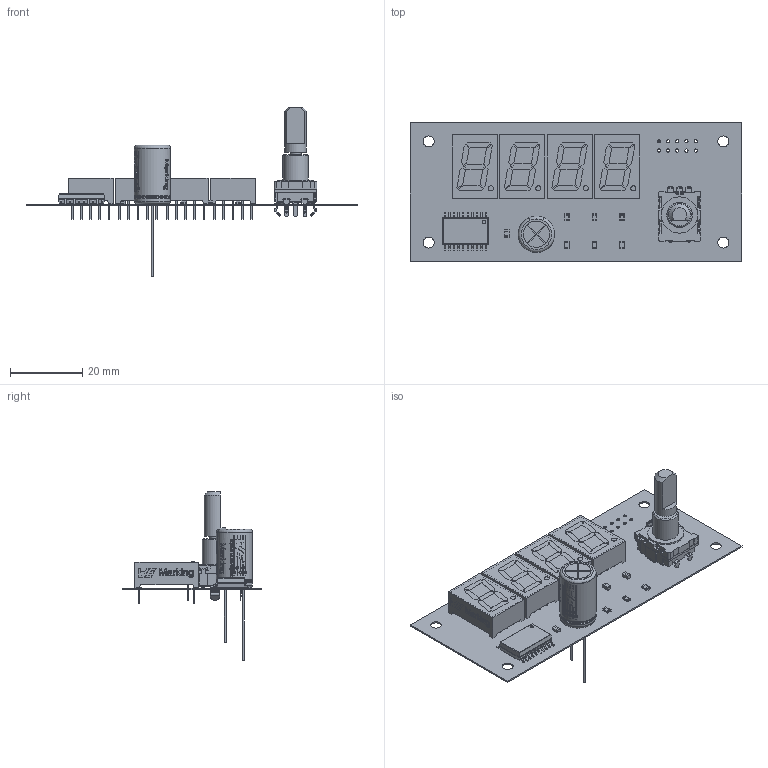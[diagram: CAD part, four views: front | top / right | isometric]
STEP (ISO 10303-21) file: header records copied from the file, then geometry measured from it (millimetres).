
FILE_DESCRIPTION(('Open CASCADE Model'),'2;1');
FILE_NAME('Open CASCADE Shape Model','2022-04-07T15:37:57',('Author'),( 'Open CASCADE'),'Open CASCADE STEP processor 6.8','Open CASCADE 6.8' ,'Unknown');
FILE_SCHEMA(('AUTOMOTIVE_DESIGN { 1 0 10303 214 1 1 1 1 }'));
Length unit declared in the file: millimetre
Products named in the file (46): PCB; Board; Open CASCADE STEP translator 6.8 1.1.1; S1; 4820xx514001; 482020714001; pin; pin_short; contact_plate; R32; 6435425440; R31; R30; K20; 6425589168; Extruded; IC1; 6435434560; Body; PinsArrayLR; DS4; STP_WL-T7DS_0_52_(rev1); Housing; Glue; DS3; DS2; DS1; C24; 6435430000; Fillet1; Fillet2; body2; C23; C22; C21; 6435429680; Terminal; Open_CASCADE_STEP_translator_6.8_14.1.1; Open_CASCADE_STEP_translator_6.8_14.1.2; Mid_Body ...
Assembly tree (55 placements, depth 5):
  PCB
    Board
      Open CASCADE STEP translator 6.8 1.1.1
    S1
      4820xx514001
        482020714001
        pin  x3
        pin_short  x2
        contact_plate
    R32
      6435425440
    R31
      6435425440
    R30
      6435425440
    K20
      6425589168
        Extruded
    IC1
      6435434560
        Body
        PinsArrayLR
    DS4
      STP_WL-T7DS_0_52_(rev1)
        Housing
        PCB
        Glue
    DS3
      STP_WL-T7DS_0_52_(rev1)
        Housing
        PCB
        Glue
    DS2
      STP_WL-T7DS_0_52_(rev1)
        Housing
        PCB
        Glue
    DS1
      STP_WL-T7DS_0_52_(rev1)
        Housing
        PCB
        Glue
    C24
      6435430000
        Fillet1
        Fillet2
        body2
    C23
      6435430000
        Fillet1
        Fillet2
        body2
    C22
      6435430000
        Fillet1
        Fillet2
        body2
    C21
      6435429680
        Terminal
Bounding box: 91.44 x 38.1 x 46.61 mm (x, y, z)
Volume: 5760.7 mm3; surface area: 19110 mm2
Topology: 72 solids, 72 shells, 2941 faces, 7479 edges, 4895 vertices
Faces by surface type: plane 2257, cylinder 415, bspline 127, extrusion 64, sphere 36, torus 32, revolution 8, cone 2
Full cylindrical faces by diameter (mm): 0.6 x2, 0.888 x10, 0.9 x2, 0.956 x1, 1 x61, 1.111 x1, 1.389 x1, 1.4 x4, 2.222 x1, 2.5 x1, 3 x5, 3.15 x8, 3.889 x1, 4.167 x1, 5.833 x1, 6 x1, 6.667 x1, 6.944 x1, 7 x1, 7.222 x2, 8.278 x1, 8.428 x1, 9.239 x1, 9.259 x1, 9.78 x2, 9.8 x2, 10 x1
Entity records: 67533 total; most frequent: CARTESIAN_POINT 17821, ORIENTED_EDGE 8678, DIRECTION 7958, EDGE_CURVE 4339, VECTOR 3064, LINE 3048, VERTEX_POINT 2847, AXIS2_PLACEMENT_3D 2444
